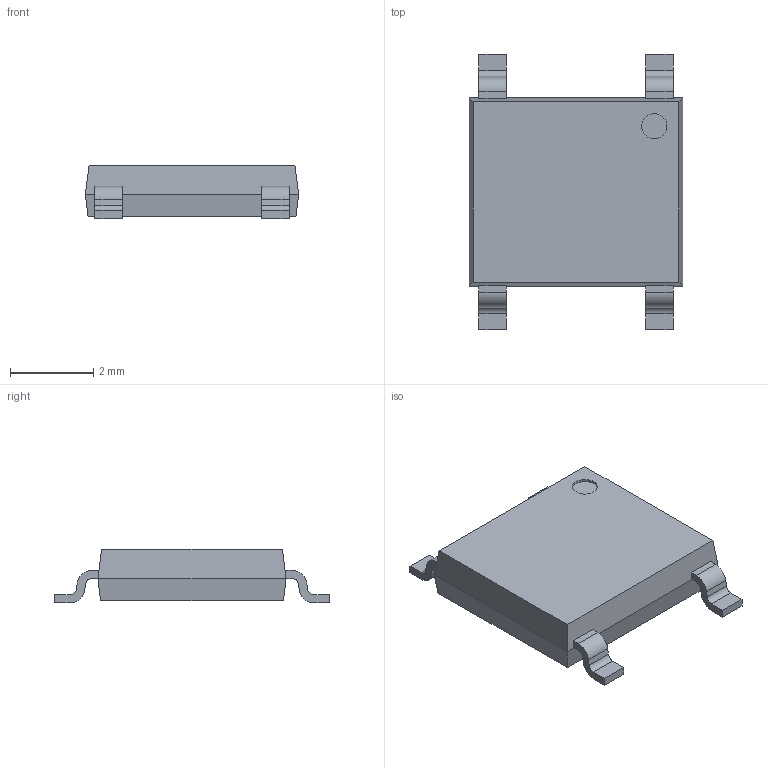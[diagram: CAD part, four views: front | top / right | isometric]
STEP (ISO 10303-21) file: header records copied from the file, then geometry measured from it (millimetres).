
FILE_DESCRIPTION (( 'STEP AP203' ), '1' );
FILE_NAME ('ABS.STEP', '2021-05-25T02:17:47', ( '' ), ( '' ), 'SwSTEP 2.0', 'SolidWorks 2019', '' );
FILE_SCHEMA (( 'CONFIG_CONTROL_DESIGN' ));
Length unit declared in the file: millimetre
Products named in the file (9): solder-N; LF-B1; body; dice-55; LF-B2; LF-A2; ABS; LF-A1; solder-P
Assembly tree (17 placements, depth 2):
  ABS
    LF-A1
    LF-A2
    LF-B1
    LF-B2
    dice-55  x4
    solder-N  x4
    solder-P  x4
    body
Bounding box: 5.11 x 6.6 x 1.29 mm (x, y, z)
Volume: 29.8 mm3; surface area: 223.6 mm2
Topology: 17 solids, 17 shells, 367 faces, 904 edges, 588 vertices
Faces by surface type: plane 305, cone 32, cylinder 30
Entity records: 10735 total; most frequent: CARTESIAN_POINT 1693, ORIENTED_EDGE 1628, DIRECTION 1600, EDGE_CURVE 814, LINE 698, VECTOR 698, VERTEX_POINT 528, AXIS2_PLACEMENT_3D 451
